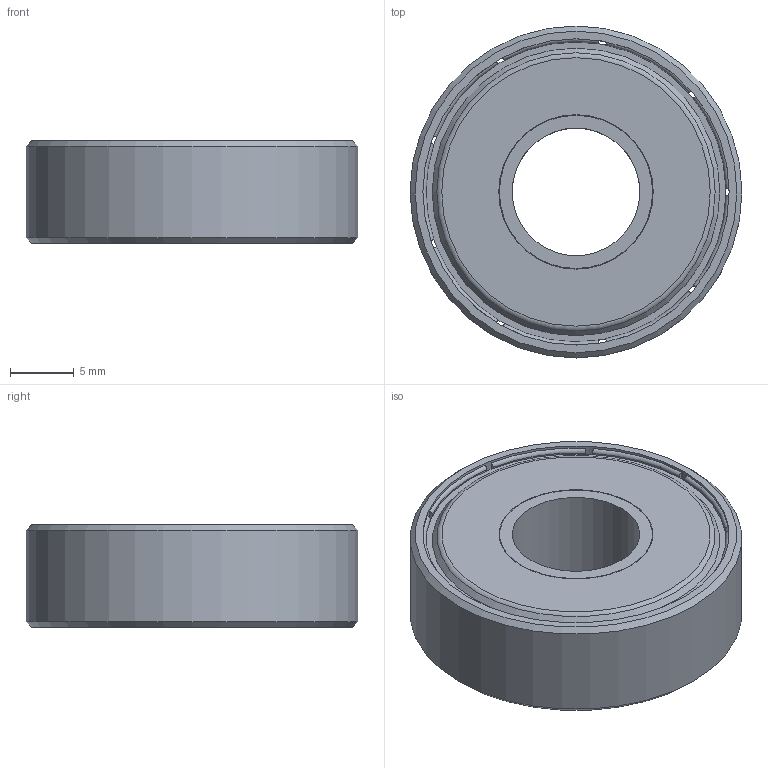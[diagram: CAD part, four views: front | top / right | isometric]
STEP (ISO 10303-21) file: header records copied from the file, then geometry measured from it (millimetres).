
FILE_DESCRIPTION(/* description */ (''),/* implementation_level */ '2;1');
FILE_NAME(/* name */ '6000 zz bearing v1.step',/* time_stamp */ '2022-03-01T12:29:23+06:00',/* author */ (''),/* organization */ (''),/* preprocessor_version */ 'ST-DEVELOPER v18.1',/* originating_system */ 'Autodesk Translation Framework v10.13.0.1454',/* authorisation */ '');
FILE_SCHEMA (('AUTOMOTIVE_DESIGN { 1 0 10303 214 3 1 1 }'));
Length unit declared in the file: millimetre
Products named in the file (1): 6000 zz bearing
Bounding box: 26 x 26 x 8 mm (x, y, z)
Volume: 3509.4 mm3; surface area: 4611.3 mm2
Topology: 12 solids, 12 shells, 180 faces, 430 edges, 286 vertices
Faces by surface type: bspline 76, plane 57, cylinder 24, torus 19, cone 4
Full cylindrical faces by diameter (mm): 10 x1, 12 x1, 12.1 x1, 23.5 x1, 24 x1, 26 x1
Entity records: 6208 total; most frequent: CARTESIAN_POINT 2513, ORIENTED_EDGE 860, DIRECTION 509, EDGE_CURVE 430, VERTEX_POINT 286, EDGE_LOOP 198, B_SPLINE_CURVE_WITH_KNOTS 188, LINE 185
